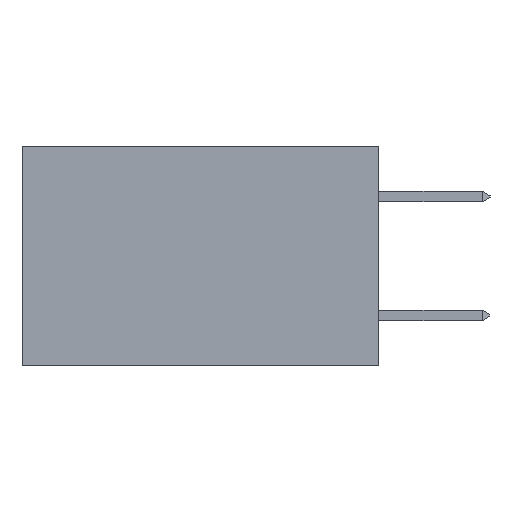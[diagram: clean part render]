
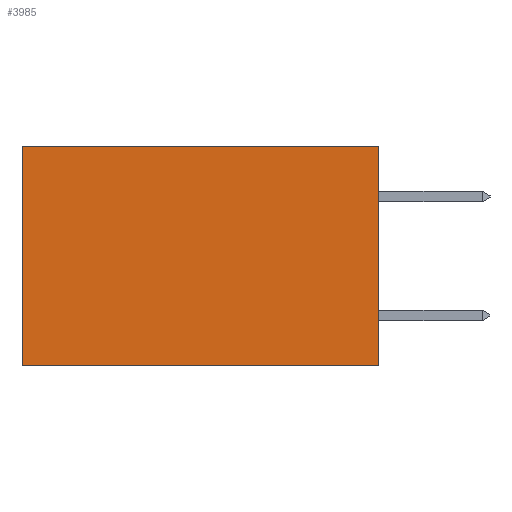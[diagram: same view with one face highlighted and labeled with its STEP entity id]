
A CAD part, left-side view. The second image highlights one B-rep face of the part: STEP entity #3985.
In plain terms, the highlighted planar face has unit normal (-1, 0, 0).
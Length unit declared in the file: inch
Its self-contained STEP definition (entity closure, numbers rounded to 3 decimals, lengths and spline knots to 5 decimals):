
#174 = CARTESIAN_POINT ( 'NONE',  ( 0.298, 0., 0. ) ) ;
#513 = VECTOR ( 'NONE', #5475, 39.37008 ) ;
#520 = LINE ( 'NONE', #174, #14764 ) ;
#2586 = DIRECTION ( 'NONE',  ( 1., 0., 0. ) ) ;
#2925 = EDGE_CURVE ( 'NONE', #14006, #13906, #8707, .T. ) ;
#3714 = AXIS2_PLACEMENT_3D ( 'NONE', #16767, #2586, #10441 ) ;
#3985 = ADVANCED_FACE ( 'NONE', ( #17145 ), #6384, .F. ) ;
#4400 = EDGE_CURVE ( 'NONE', #5515, #11805, #17132, .T. ) ;
#4469 = DIRECTION ( 'NONE',  ( 0., 0., -1. ) ) ;
#5447 = CARTESIAN_POINT ( 'NONE',  ( 0.298, 0.6, 0. ) ) ;
#5475 = DIRECTION ( 'NONE',  ( 0., 1., 0. ) ) ;
#5515 = VERTEX_POINT ( 'NONE', #16429 ) ;
#5947 = CARTESIAN_POINT ( 'NONE',  ( 0.298, 0., -0.37 ) ) ;
#6384 = PLANE ( 'NONE',  #3714 ) ;
#8563 = LINE ( 'NONE', #15997, #513 ) ;
#8707 = LINE ( 'NONE', #16726, #12277 ) ;
#8969 = ORIENTED_EDGE ( 'NONE', *, *, #2925, .T. ) ;
#9047 = EDGE_CURVE ( 'NONE', #11805, #13906, #8563, .T. ) ;
#9118 = ORIENTED_EDGE ( 'NONE', *, *, #4400, .F. ) ;
#9452 = ORIENTED_EDGE ( 'NONE', *, *, #9047, .F. ) ;
#9568 = ORIENTED_EDGE ( 'NONE', *, *, #16725, .T. ) ;
#10441 = DIRECTION ( 'NONE',  ( 0., 0., -1. ) ) ;
#10758 = CARTESIAN_POINT ( 'NONE',  ( 0.298, 0.6, -0.37 ) ) ;
#11123 = CARTESIAN_POINT ( 'NONE',  ( 0.298, 0., 0. ) ) ;
#11805 = VERTEX_POINT ( 'NONE', #5947 ) ;
#12277 = VECTOR ( 'NONE', #16812, 39.37008 ) ;
#12774 = DIRECTION ( 'NONE',  ( 0., 1., 0. ) ) ;
#13837 = VECTOR ( 'NONE', #4469, 39.37008 ) ;
#13906 = VERTEX_POINT ( 'NONE', #10758 ) ;
#14006 = VERTEX_POINT ( 'NONE', #5447 ) ;
#14764 = VECTOR ( 'NONE', #12774, 39.37008 ) ;
#15997 = CARTESIAN_POINT ( 'NONE',  ( 0.298, 0., -0.37 ) ) ;
#16201 = EDGE_LOOP ( 'NONE', ( #8969, #9452, #9118, #9568 ) ) ;
#16429 = CARTESIAN_POINT ( 'NONE',  ( 0.298, 0., 0. ) ) ;
#16725 = EDGE_CURVE ( 'NONE', #5515, #14006, #520, .T. ) ;
#16726 = CARTESIAN_POINT ( 'NONE',  ( 0.298, 0.6, 0. ) ) ;
#16767 = CARTESIAN_POINT ( 'NONE',  ( 0.298, 0., 0. ) ) ;
#16812 = DIRECTION ( 'NONE',  ( 0., 0., -1. ) ) ;
#17132 = LINE ( 'NONE', #11123, #13837 ) ;
#17145 = FACE_OUTER_BOUND ( 'NONE', #16201, .T. ) ;
